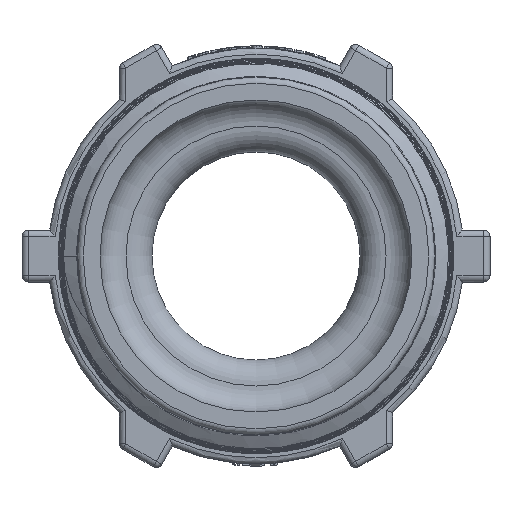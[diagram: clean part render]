
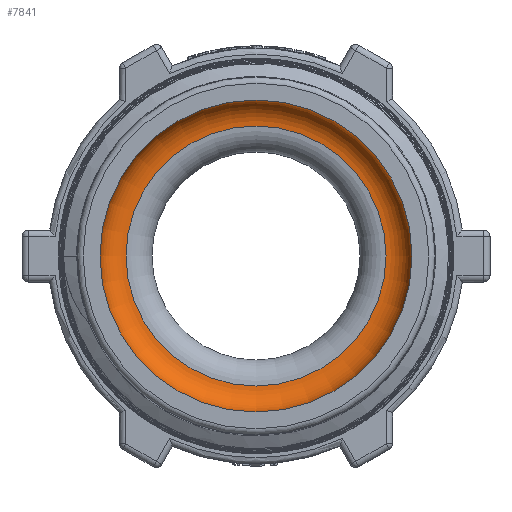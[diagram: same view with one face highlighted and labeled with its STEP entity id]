
A CAD part, left-side view. The second image highlights one B-rep face of the part: STEP entity #7841.
In plain terms, the highlighted toroidal (fillet/blend) face has major radius 15.875 mm and minor radius 3.175 mm.
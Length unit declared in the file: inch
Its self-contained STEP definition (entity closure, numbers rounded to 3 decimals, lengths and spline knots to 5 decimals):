
#1950=FACE_BOUND($,#2904,.T.);
#2392=FACE_OUTER_BOUND($,#2903,.T.);
#2903=EDGE_LOOP($,(#7375));
#2904=EDGE_LOOP($,(#7376));
#3186=CIRCLE($,#8541,0.625);
#3187=CIRCLE($,#8543,0.75);
#3939=VERTEX_POINT($,#18571);
#3940=VERTEX_POINT($,#18574);
#5085=EDGE_CURVE($,#3939,#3939,#3186,.T.);
#5086=EDGE_CURVE($,#3940,#3940,#3187,.T.);
#7375=ORIENTED_EDGE($,*,*,#5085,.T.);
#7376=ORIENTED_EDGE($,*,*,#5086,.F.);
#7389=TOROIDAL_SURFACE($,#8542,0.625,0.125);
#7841=ADVANCED_FACE($,(#2392,#1950),#7389,.F.);
#8541=AXIS2_PLACEMENT_3D($,#18572,#10498,#10499);
#8542=AXIS2_PLACEMENT_3D($,#18573,#10500,#10501);
#8543=AXIS2_PLACEMENT_3D($,#18575,#10502,#10503);
#10498=DIRECTION('center_axis',(1.,0.,0.));
#10499=DIRECTION('ref_axis',(0.,0.,-1.));
#10500=DIRECTION('center_axis',(1.,0.,0.));
#10501=DIRECTION('ref_axis',(0.,0.,-1.));
#10502=DIRECTION('center_axis',(1.,0.,0.));
#10503=DIRECTION('ref_axis',(0.,0.,-1.));
#18571=CARTESIAN_POINT('',(1.5,0.625,0.));
#18572=CARTESIAN_POINT('Origin',(1.5,0.,0.));
#18573=CARTESIAN_POINT('Origin',(1.375,0.,0.));
#18574=CARTESIAN_POINT('',(1.375,0.75,0.));
#18575=CARTESIAN_POINT('Origin',(1.375,0.,0.));
